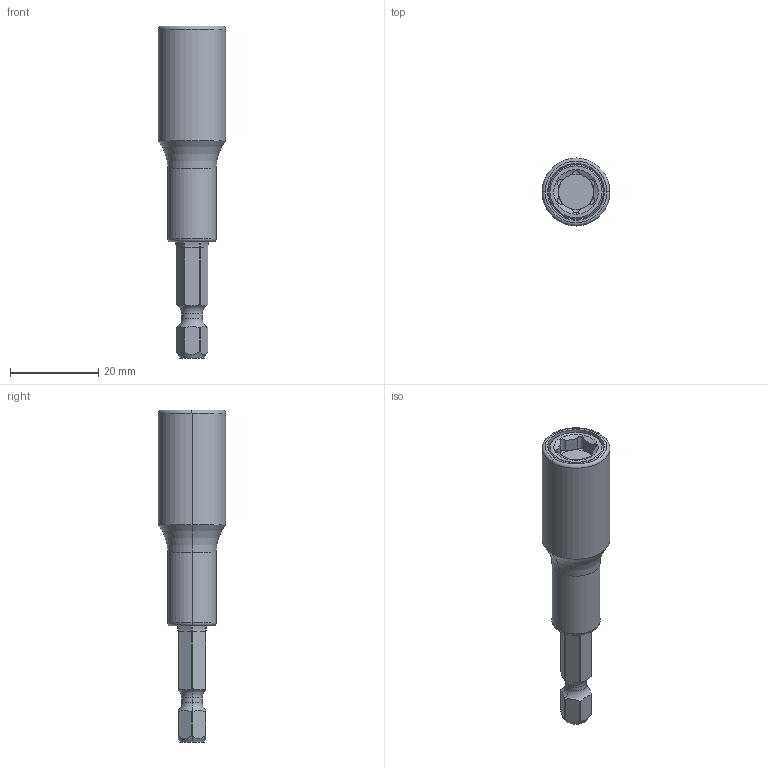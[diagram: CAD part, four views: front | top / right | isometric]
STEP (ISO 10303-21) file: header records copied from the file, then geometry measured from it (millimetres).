
FILE_DESCRIPTION((''),'2;1');
FILE_NAME('4027106608_ASM','2023-09-01T10:37:33',('a00565553'),(''),'CREO PARAMETRIC BY PTC INC, 2022414','CREO PARAMETRIC BY PTC INC, 2022414','');
FILE_SCHEMA(('CONFIG_CONTROL_DESIGN','GEOMETRIC_VALIDATION_PROPERTIES_MIM'));
Length unit declared in the file: millimetre
Products named in the file (3): 4027908258; 4027041215; 4027106608_ASM
Assembly tree (2 placements, depth 2):
  4027106608_ASM
    4027908258
    4027041215
Bounding box: 15.4 x 15.4 x 75.34 mm (x, y, z)
Volume: 7135.5 mm3; surface area: 6688.5 mm2
Topology: 3 solids, 3 shells, 126 faces, 296 edges, 175 vertices
Faces by surface type: cylinder 46, plane 42, torus 24, cone 14
Entity records: 4490 total; most frequent: CARTESIAN_POINT 1257, DIRECTION 640, ORIENTED_EDGE 588, EDGE_CURVE 294, AXIS2_PLACEMENT_3D 275, VERTEX_POINT 175, CIRCLE 144, EDGE_LOOP 129
